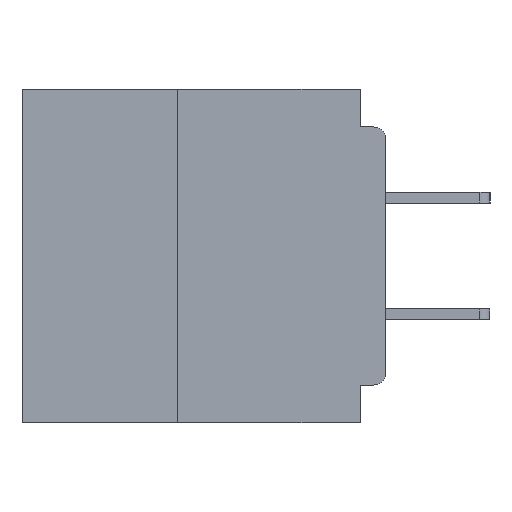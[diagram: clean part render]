
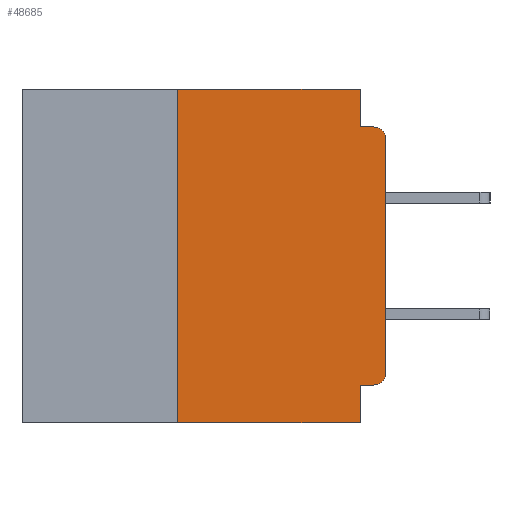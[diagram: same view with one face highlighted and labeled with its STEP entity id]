
A CAD part, left-side view. The second image highlights one B-rep face of the part: STEP entity #48685.
In plain terms, the highlighted planar face has unit normal (-1, 0, 0).
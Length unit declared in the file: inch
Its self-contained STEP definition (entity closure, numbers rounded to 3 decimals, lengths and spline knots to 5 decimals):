
#537 = VERTEX_POINT ( 'NONE', #40379 ) ;
#641 = CARTESIAN_POINT ( 'NONE',  ( 0., 0.437, 0. ) ) ;
#1091 = CARTESIAN_POINT ( 'NONE',  ( 0., 0., -0.355 ) ) ;
#2407 = DIRECTION ( 'NONE',  ( 0., 0., -1. ) ) ;
#2599 = DIRECTION ( 'NONE',  ( -1., 0., 0. ) ) ;
#2859 = VECTOR ( 'NONE', #36925, 39.37008 ) ;
#3157 = LINE ( 'NONE', #59014, #26702 ) ;
#4043 = ORIENTED_EDGE ( 'NONE', *, *, #21785, .T. ) ;
#4383 = ORIENTED_EDGE ( 'NONE', *, *, #51303, .T. ) ;
#5224 = CARTESIAN_POINT ( 'NONE',  ( 0., 0.015, -0.045 ) ) ;
#5617 = DIRECTION ( 'NONE',  ( 0., -1., 0. ) ) ;
#6159 = EDGE_CURVE ( 'NONE', #24198, #31429, #45572, .T. ) ;
#6624 = AXIS2_PLACEMENT_3D ( 'NONE', #58440, #30640, #2407 ) ;
#7369 = VECTOR ( 'NONE', #15266, 39.37008 ) ;
#9186 = EDGE_CURVE ( 'NONE', #31429, #537, #54302, .T. ) ;
#10137 = CARTESIAN_POINT ( 'NONE',  ( 0., 0., -0.34 ) ) ;
#10230 = FACE_OUTER_BOUND ( 'NONE', #60621, .T. ) ;
#12003 = VERTEX_POINT ( 'NONE', #34063 ) ;
#12756 = CARTESIAN_POINT ( 'NONE',  ( 0., 0.031, -0.4 ) ) ;
#13431 = CARTESIAN_POINT ( 'NONE',  ( 0., 0.437, -0.4 ) ) ;
#15266 = DIRECTION ( 'NONE',  ( 0., 0., -1. ) ) ;
#16111 = VERTEX_POINT ( 'NONE', #10137 ) ;
#19739 = ORIENTED_EDGE ( 'NONE', *, *, #59462, .T. ) ;
#20793 = EDGE_CURVE ( 'NONE', #40631, #36310, #31024, .T. ) ;
#20867 = CARTESIAN_POINT ( 'NONE',  ( 0., 0.25, 0. ) ) ;
#21785 = EDGE_CURVE ( 'NONE', #12003, #537, #27913, .T. ) ;
#24044 = DIRECTION ( 'NONE',  ( 0., -1., 0. ) ) ;
#24135 = VECTOR ( 'NONE', #5617, 39.37008 ) ;
#24198 = VERTEX_POINT ( 'NONE', #25492 ) ;
#24230 = ORIENTED_EDGE ( 'NONE', *, *, #34486, .F. ) ;
#24452 = AXIS2_PLACEMENT_3D ( 'NONE', #25242, #57869, #30040 ) ;
#25242 = CARTESIAN_POINT ( 'NONE',  ( 0., 0.015, -0.06 ) ) ;
#25356 = VERTEX_POINT ( 'NONE', #5224 ) ;
#25492 = CARTESIAN_POINT ( 'NONE',  ( 0., 0.015, -0.355 ) ) ;
#26140 = CARTESIAN_POINT ( 'NONE',  ( 0., 0.031, 0. ) ) ;
#26702 = VECTOR ( 'NONE', #35906, 39.37008 ) ;
#27477 = LINE ( 'NONE', #51734, #50822 ) ;
#27913 = LINE ( 'NONE', #13431, #2859 ) ;
#28170 = EDGE_CURVE ( 'NONE', #12003, #40631, #27477, .T. ) ;
#28526 = DIRECTION ( 'NONE',  ( 0., 0., 1. ) ) ;
#28790 = ORIENTED_EDGE ( 'NONE', *, *, #38849, .T. ) ;
#29158 = CARTESIAN_POINT ( 'NONE',  ( 0., 0.031, 0. ) ) ;
#29516 = VECTOR ( 'NONE', #24044, 39.37008 ) ;
#30040 = DIRECTION ( 'NONE',  ( 0., 0., -1. ) ) ;
#30640 = DIRECTION ( 'NONE',  ( 1., 0., 0. ) ) ;
#30855 = CARTESIAN_POINT ( 'NONE',  ( 0., 0.015, -0.34 ) ) ;
#31024 = LINE ( 'NONE', #641, #29516 ) ;
#31429 = VERTEX_POINT ( 'NONE', #42808 ) ;
#31474 = EDGE_CURVE ( 'NONE', #44797, #25356, #49037, .T. ) ;
#33229 = VECTOR ( 'NONE', #34028, 39.37008 ) ;
#34028 = DIRECTION ( 'NONE',  ( 0., 1., 0. ) ) ;
#34063 = CARTESIAN_POINT ( 'NONE',  ( 0., 0.25, -0.4 ) ) ;
#34486 = EDGE_CURVE ( 'NONE', #36310, #44797, #58584, .T. ) ;
#35540 = DIRECTION ( 'NONE',  ( 0., 0., -1. ) ) ;
#35613 = ORIENTED_EDGE ( 'NONE', *, *, #31474, .F. ) ;
#35906 = DIRECTION ( 'NONE',  ( 0., 0., 1. ) ) ;
#36105 = ORIENTED_EDGE ( 'NONE', *, *, #28170, .F. ) ;
#36310 = VERTEX_POINT ( 'NONE', #26140 ) ;
#36925 = DIRECTION ( 'NONE',  ( 0., -1., 0. ) ) ;
#37348 = ORIENTED_EDGE ( 'NONE', *, *, #6159, .F. ) ;
#37954 = ORIENTED_EDGE ( 'NONE', *, *, #9186, .F. ) ;
#38849 = EDGE_CURVE ( 'NONE', #24198, #16111, #42982, .T. ) ;
#39828 = PLANE ( 'NONE',  #6624 ) ;
#40270 = CARTESIAN_POINT ( 'NONE',  ( 0., 0., -0.06 ) ) ;
#40379 = CARTESIAN_POINT ( 'NONE',  ( 0., 0.031, -0.4 ) ) ;
#40631 = VERTEX_POINT ( 'NONE', #20867 ) ;
#41989 = VECTOR ( 'NONE', #45637, 39.37008 ) ;
#42126 = AXIS2_PLACEMENT_3D ( 'NONE', #30855, #2599, #35540 ) ;
#42808 = CARTESIAN_POINT ( 'NONE',  ( 0., 0.031, -0.355 ) ) ;
#42982 = CIRCLE ( 'NONE', #42126, 0.015 ) ;
#44795 = CARTESIAN_POINT ( 'NONE',  ( 0., 0.031, -0.045 ) ) ;
#44797 = VERTEX_POINT ( 'NONE', #44795 ) ;
#45572 = LINE ( 'NONE', #1091, #33229 ) ;
#45637 = DIRECTION ( 'NONE',  ( 0., 0., -1. ) ) ;
#48685 = ADVANCED_FACE ( 'NONE', ( #10230 ), #39828, .F. ) ;
#49037 = LINE ( 'NONE', #52301, #24135 ) ;
#50822 = VECTOR ( 'NONE', #28526, 39.37008 ) ;
#51303 = EDGE_CURVE ( 'NONE', #57499, #25356, #59986, .T. ) ;
#51734 = CARTESIAN_POINT ( 'NONE',  ( 0., 0.25, -0.4 ) ) ;
#52301 = CARTESIAN_POINT ( 'NONE',  ( 0., 0., -0.045 ) ) ;
#54302 = LINE ( 'NONE', #12756, #41989 ) ;
#57499 = VERTEX_POINT ( 'NONE', #40270 ) ;
#57869 = DIRECTION ( 'NONE',  ( -1., 0., 0. ) ) ;
#58440 = CARTESIAN_POINT ( 'NONE',  ( 0., 0.437, 0. ) ) ;
#58584 = LINE ( 'NONE', #29158, #7369 ) ;
#59014 = CARTESIAN_POINT ( 'NONE',  ( 0., 0., 0. ) ) ;
#59462 = EDGE_CURVE ( 'NONE', #16111, #57499, #3157, .T. ) ;
#59613 = ORIENTED_EDGE ( 'NONE', *, *, #20793, .F. ) ;
#59986 = CIRCLE ( 'NONE', #24452, 0.015 ) ;
#60621 = EDGE_LOOP ( 'NONE', ( #19739, #4383, #35613, #24230, #59613, #36105, #4043, #37954, #37348, #28790 ) ) ;
